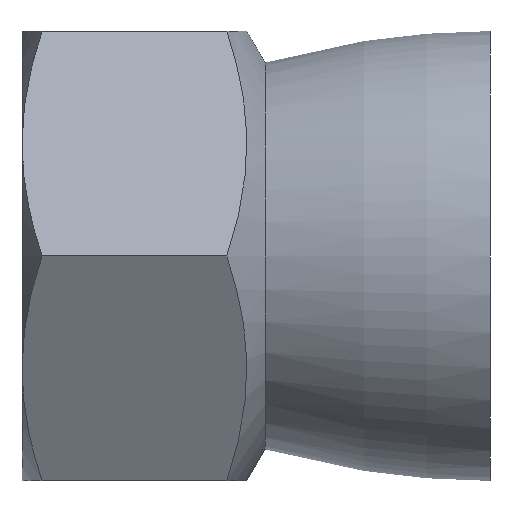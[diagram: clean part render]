
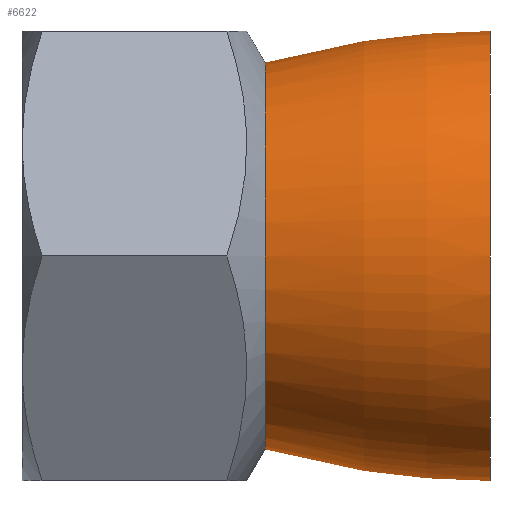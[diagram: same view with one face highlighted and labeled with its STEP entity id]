
A CAD part, left-side view. The second image highlights one B-rep face of the part: STEP entity #6622.
In plain terms, the highlighted toroidal (fillet/blend) face has major radius 13.207 mm and minor radius 18.207 mm.
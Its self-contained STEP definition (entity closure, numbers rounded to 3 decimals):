
#209 = FACE_OUTER_BOUND ( 'NONE', #14365, .T. ) ;
#1383 = DIRECTION ( 'NONE',  ( 0., 1., 0. ) ) ;
#1858 = EDGE_CURVE ( 'NONE', #10228, #10228, #6190, .T. ) ;
#3440 = EDGE_LOOP ( 'NONE', ( #12499 ) ) ;
#3965 = FACE_OUTER_BOUND ( 'NONE', #3440, .T. ) ;
#4483 = AXIS2_PLACEMENT_3D ( 'NONE', #12553, #15040, #6270 ) ;
#4877 = EDGE_CURVE ( 'NONE', #14997, #14997, #13684, .T. ) ;
#6190 = CIRCLE ( 'NONE', #6356, 5. ) ;
#6270 = DIRECTION ( 'NONE',  ( -1., 0., 0. ) ) ;
#6356 = AXIS2_PLACEMENT_3D ( 'NONE', #6419, #15314, #7695 ) ;
#6419 = CARTESIAN_POINT ( 'NONE',  ( 0., 0., 0. ) ) ;
#6622 = ADVANCED_FACE ( 'NONE', ( #209, #3965 ), #12084, .T. ) ;
#7010 = ORIENTED_EDGE ( 'NONE', *, *, #4877, .F. ) ;
#7154 = CARTESIAN_POINT ( 'NONE',  ( -4.3, 5., 0. ) ) ;
#7578 = AXIS2_PLACEMENT_3D ( 'NONE', #14126, #1383, #9050 ) ;
#7695 = DIRECTION ( 'NONE',  ( -1., 0., 0. ) ) ;
#9050 = DIRECTION ( 'NONE',  ( -1., 0., 0. ) ) ;
#10228 = VERTEX_POINT ( 'NONE', #13580 ) ;
#12084 = TOROIDAL_SURFACE ( 'NONE', #7578, -13.207, 18.207 ) ;
#12499 = ORIENTED_EDGE ( 'NONE', *, *, #1858, .T. ) ;
#12553 = CARTESIAN_POINT ( 'NONE',  ( 0., 5., 0. ) ) ;
#13580 = CARTESIAN_POINT ( 'NONE',  ( -5., 0., 0. ) ) ;
#13684 = CIRCLE ( 'NONE', #4483, 4.3 ) ;
#14126 = CARTESIAN_POINT ( 'NONE',  ( 0., 0., 0. ) ) ;
#14365 = EDGE_LOOP ( 'NONE', ( #7010 ) ) ;
#14997 = VERTEX_POINT ( 'NONE', #7154 ) ;
#15040 = DIRECTION ( 'NONE',  ( 0., 1., 0. ) ) ;
#15314 = DIRECTION ( 'NONE',  ( 0., 1., 0. ) ) ;
